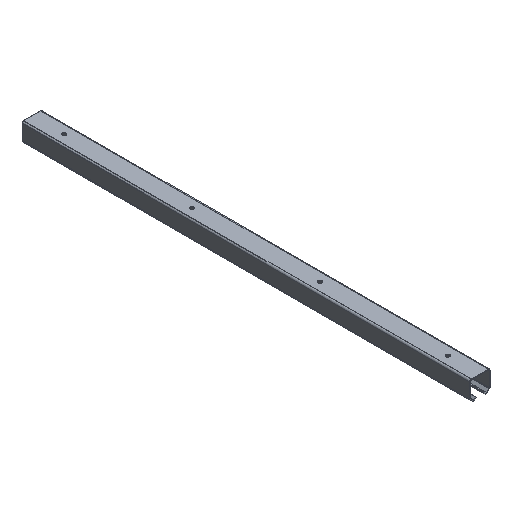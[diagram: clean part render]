
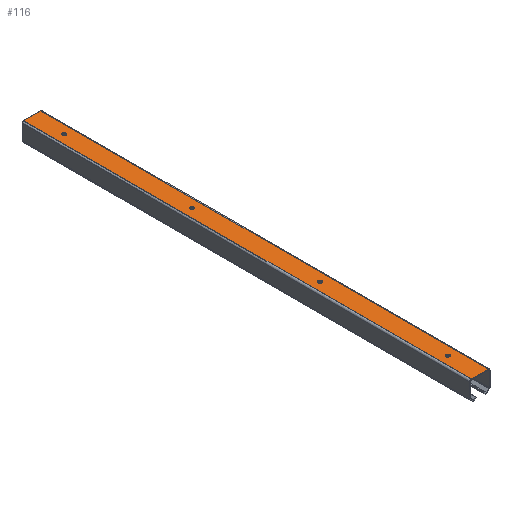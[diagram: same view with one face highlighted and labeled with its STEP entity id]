
A CAD part, isometric view. The second image highlights one B-rep face of the part: STEP entity #116.
In plain terms, the highlighted planar face has unit normal (0, 0, 1).
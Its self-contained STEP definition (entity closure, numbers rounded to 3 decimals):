
#116 = ADVANCED_FACE( '', ( #238, #239, #240, #241, #242 ), #243, .T. );
#238 = FACE_OUTER_BOUND( '', #359, .T. );
#239 = FACE_BOUND( '', #360, .T. );
#240 = FACE_BOUND( '', #361, .T. );
#241 = FACE_BOUND( '', #362, .T. );
#242 = FACE_BOUND( '', #363, .T. );
#243 = PLANE( '', #364 );
#359 = EDGE_LOOP( '', ( #655, #656, #657, #658 ) );
#360 = EDGE_LOOP( '', ( #659 ) );
#361 = EDGE_LOOP( '', ( #660 ) );
#362 = EDGE_LOOP( '', ( #661 ) );
#363 = EDGE_LOOP( '', ( #662 ) );
#364 = AXIS2_PLACEMENT_3D( '', #663, #664, #665 );
#655 = ORIENTED_EDGE( '', *, *, #809, .T. );
#656 = ORIENTED_EDGE( '', *, *, #800, .F. );
#657 = ORIENTED_EDGE( '', *, *, #816, .F. );
#658 = ORIENTED_EDGE( '', *, *, #771, .T. );
#659 = ORIENTED_EDGE( '', *, *, #790, .T. );
#660 = ORIENTED_EDGE( '', *, *, #788, .T. );
#661 = ORIENTED_EDGE( '', *, *, #811, .T. );
#662 = ORIENTED_EDGE( '', *, *, #742, .T. );
#663 = CARTESIAN_POINT( '', ( 4., 150., 48. ) );
#664 = DIRECTION( '', ( 0., 0., 1. ) );
#665 = DIRECTION( '', ( 0., -1., 0. ) );
#742 = EDGE_CURVE( '', #899, #899, #900, .T. );
#771 = EDGE_CURVE( '', #944, #942, #945, .T. );
#788 = EDGE_CURVE( '', #969, #969, #970, .T. );
#790 = EDGE_CURVE( '', #972, #972, #973, .T. );
#800 = EDGE_CURVE( '', #984, #986, #987, .T. );
#809 = EDGE_CURVE( '', #942, #986, #998, .T. );
#811 = EDGE_CURVE( '', #1000, #1000, #1001, .T. );
#816 = EDGE_CURVE( '', #944, #984, #1006, .T. );
#899 = VERTEX_POINT( '', #1110 );
#900 = CIRCLE( '', #1111, 4.25 );
#942 = VERTEX_POINT( '', #1168 );
#944 = VERTEX_POINT( '', #1170 );
#945 = LINE( '', #1171, #1172 );
#969 = VERTEX_POINT( '', #1204 );
#970 = CIRCLE( '', #1205, 4.25 );
#972 = VERTEX_POINT( '', #1207 );
#973 = CIRCLE( '', #1208, 4.25 );
#984 = VERTEX_POINT( '', #1224 );
#986 = VERTEX_POINT( '', #1226 );
#987 = LINE( '', #1227, #1228 );
#998 = LINE( '', #1244, #1245 );
#1000 = VERTEX_POINT( '', #1247 );
#1001 = CIRCLE( '', #1248, 4.25 );
#1006 = LINE( '', #1253, #1254 );
#1110 = CARTESIAN_POINT( '', ( 28.25, 975., 48. ) );
#1111 = AXIS2_PLACEMENT_3D( '', #1324, #1325, #1326 );
#1168 = CARTESIAN_POINT( '', ( 4., 1050., 48. ) );
#1170 = CARTESIAN_POINT( '', ( 44., 1050., 48. ) );
#1171 = CARTESIAN_POINT( '', ( 4., 1050., 48. ) );
#1172 = VECTOR( '', #1363, 1000. );
#1204 = CARTESIAN_POINT( '', ( 28.25, 75., 48. ) );
#1205 = AXIS2_PLACEMENT_3D( '', #1387, #1388, #1389 );
#1207 = CARTESIAN_POINT( '', ( 28.25, 675., 48. ) );
#1208 = AXIS2_PLACEMENT_3D( '', #1390, #1391, #1392 );
#1224 = CARTESIAN_POINT( '', ( 44., 0., 48. ) );
#1226 = CARTESIAN_POINT( '', ( 4., 0., 48. ) );
#1227 = CARTESIAN_POINT( '', ( 4., 0., 48. ) );
#1228 = VECTOR( '', #1404, 1000. );
#1244 = CARTESIAN_POINT( '', ( 4., 150., 48. ) );
#1245 = VECTOR( '', #1413, 1000. );
#1247 = CARTESIAN_POINT( '', ( 28.25, 375., 48. ) );
#1248 = AXIS2_PLACEMENT_3D( '', #1414, #1415, #1416 );
#1253 = CARTESIAN_POINT( '', ( 44., 150., 48. ) );
#1254 = VECTOR( '', #1417, 1000. );
#1324 = CARTESIAN_POINT( '', ( 24., 975., 48. ) );
#1325 = DIRECTION( '', ( 0., 0., -1. ) );
#1326 = DIRECTION( '', ( 1., 0., 0. ) );
#1363 = DIRECTION( '', ( -1., 0., 0. ) );
#1387 = CARTESIAN_POINT( '', ( 24., 75., 48. ) );
#1388 = DIRECTION( '', ( 0., 0., -1. ) );
#1389 = DIRECTION( '', ( 1., 0., 0. ) );
#1390 = CARTESIAN_POINT( '', ( 24., 675., 48. ) );
#1391 = DIRECTION( '', ( 0., 0., -1. ) );
#1392 = DIRECTION( '', ( 1., 0., 0. ) );
#1404 = DIRECTION( '', ( -1., 0., 0. ) );
#1413 = DIRECTION( '', ( 0., -1., 0. ) );
#1414 = CARTESIAN_POINT( '', ( 24., 375., 48. ) );
#1415 = DIRECTION( '', ( 0., 0., -1. ) );
#1416 = DIRECTION( '', ( 1., 0., 0. ) );
#1417 = DIRECTION( '', ( 0., -1., 0. ) );
